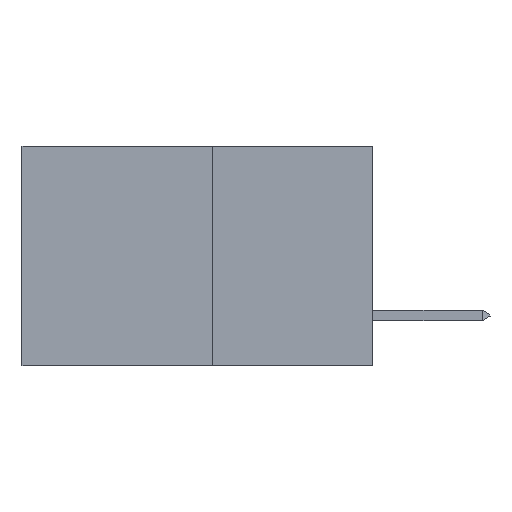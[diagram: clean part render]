
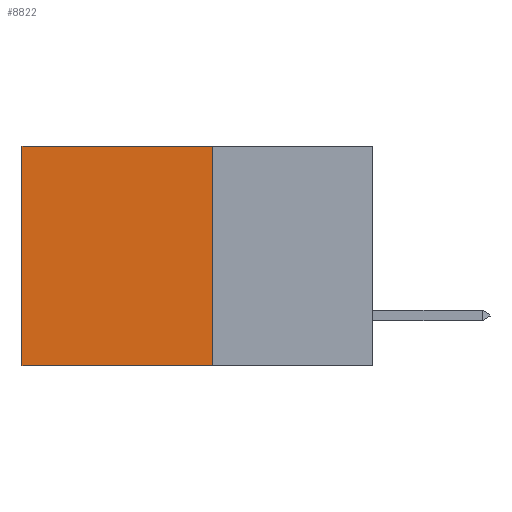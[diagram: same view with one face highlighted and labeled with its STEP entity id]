
A CAD part, left-side view. The second image highlights one B-rep face of the part: STEP entity #8822.
In plain terms, the highlighted planar face has unit normal (-1, 0, 0).
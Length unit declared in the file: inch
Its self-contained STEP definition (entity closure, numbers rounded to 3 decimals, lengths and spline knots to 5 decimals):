
#1668 = EDGE_CURVE ( 'NONE', #2304, #10405, #10958, .T. ) ;
#1712 = AXIS2_PLACEMENT_3D ( 'NONE', #9060, #4363, #12505 ) ;
#1981 = LINE ( 'NONE', #10276, #7856 ) ;
#2304 = VERTEX_POINT ( 'NONE', #13880 ) ;
#2383 = EDGE_LOOP ( 'NONE', ( #11918, #12271, #3357, #9628 ) ) ;
#3357 = ORIENTED_EDGE ( 'NONE', *, *, #1668, .F. ) ;
#4121 = DIRECTION ( 'NONE',  ( 0., 0., -1. ) ) ;
#4363 = DIRECTION ( 'NONE',  ( 1., 0., 0. ) ) ;
#4477 = VERTEX_POINT ( 'NONE', #10236 ) ;
#4752 = VECTOR ( 'NONE', #13709, 39.37008 ) ;
#5132 = LINE ( 'NONE', #12595, #4752 ) ;
#6484 = FACE_OUTER_BOUND ( 'NONE', #2383, .T. ) ;
#6865 = DIRECTION ( 'NONE',  ( 0., 0., -1. ) ) ;
#6952 = CARTESIAN_POINT ( 'NONE',  ( 0.277, 0.27, -0.37 ) ) ;
#7202 = CARTESIAN_POINT ( 'NONE',  ( 0.277, 0.27, -0.37 ) ) ;
#7856 = VECTOR ( 'NONE', #9839, 39.37008 ) ;
#7998 = EDGE_CURVE ( 'NONE', #2304, #4477, #1981, .T. ) ;
#8528 = VECTOR ( 'NONE', #4121, 39.37008 ) ;
#8822 = ADVANCED_FACE ( 'NONE', ( #6484 ), #11374, .F. ) ;
#9060 = CARTESIAN_POINT ( 'NONE',  ( 0.277, 0.27, -0.37 ) ) ;
#9628 = ORIENTED_EDGE ( 'NONE', *, *, #7998, .T. ) ;
#9839 = DIRECTION ( 'NONE',  ( 0., 1., 0. ) ) ;
#10236 = CARTESIAN_POINT ( 'NONE',  ( 0.277, 0.59, 0. ) ) ;
#10276 = CARTESIAN_POINT ( 'NONE',  ( 0.277, 0.27, 0. ) ) ;
#10405 = VERTEX_POINT ( 'NONE', #6952 ) ;
#10594 = VECTOR ( 'NONE', #6865, 39.37008 ) ;
#10958 = LINE ( 'NONE', #7202, #10594 ) ;
#11012 = EDGE_CURVE ( 'NONE', #10405, #14717, #5132, .T. ) ;
#11086 = CARTESIAN_POINT ( 'NONE',  ( 0.277, 0.59, -0.37 ) ) ;
#11374 = PLANE ( 'NONE',  #1712 ) ;
#11560 = LINE ( 'NONE', #11086, #8528 ) ;
#11563 = CARTESIAN_POINT ( 'NONE',  ( 0.277, 0.59, -0.37 ) ) ;
#11918 = ORIENTED_EDGE ( 'NONE', *, *, #14325, .T. ) ;
#12271 = ORIENTED_EDGE ( 'NONE', *, *, #11012, .F. ) ;
#12505 = DIRECTION ( 'NONE',  ( 0., 0., -1. ) ) ;
#12595 = CARTESIAN_POINT ( 'NONE',  ( 0.277, 0.27, -0.37 ) ) ;
#13709 = DIRECTION ( 'NONE',  ( 0., 1., 0. ) ) ;
#13880 = CARTESIAN_POINT ( 'NONE',  ( 0.277, 0.27, 0. ) ) ;
#14325 = EDGE_CURVE ( 'NONE', #4477, #14717, #11560, .T. ) ;
#14717 = VERTEX_POINT ( 'NONE', #11563 ) ;
